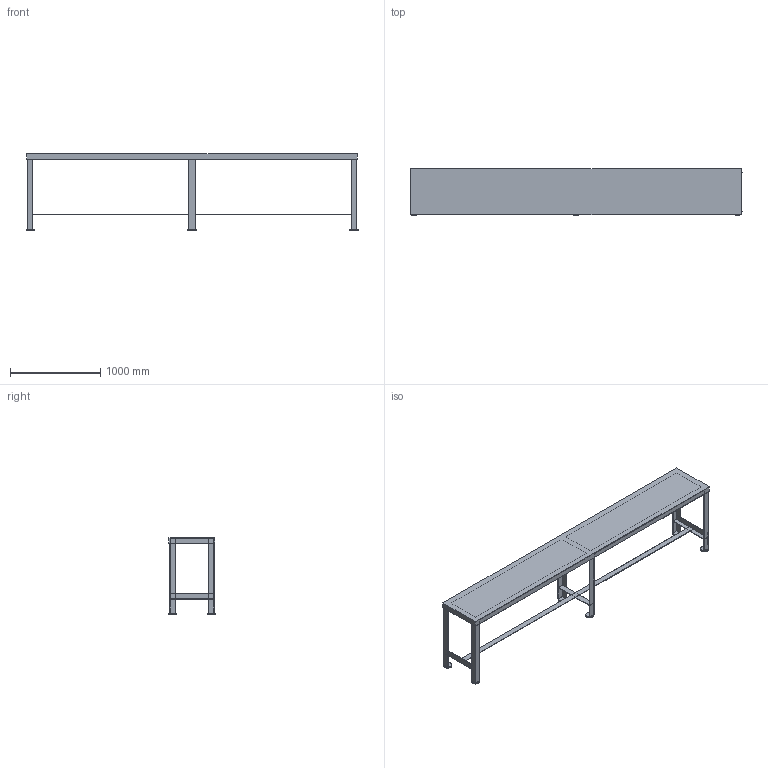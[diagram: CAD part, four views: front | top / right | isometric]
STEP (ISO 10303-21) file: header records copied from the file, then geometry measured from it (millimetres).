
FILE_DESCRIPTION(/* description */ (''),/* implementation_level */ '2;1');
FILE_NAME(/* name */ 'Working Table 1 v4.step',/* time_stamp */ '2020-02-24T08:55:02+05:00',/* author */ (''),/* organization */ (''),/* preprocessor_version */ 'ST-DEVELOPER v18',/* originating_system */ 'Autodesk Translation Framework v8.12.0.6',/* authorisation */ '');
FILE_SCHEMA (('AUTOMOTIVE_DESIGN { 1 0 10303 214 3 1 1 }'));
Length unit declared in the file: inch
Products named in the file (1): Working Table 1
Bounding box: 3671.57 x 521.97 x 850.9 mm (x, y, z)
Volume: 24422823.3 mm3; surface area: 6775562.2 mm2
Topology: 1 solids, 1 shells, 123 faces, 338 edges, 210 vertices
Faces by surface type: plane 117, cylinder 6
Full cylindrical faces by diameter (mm): 90.17 x6
Entity records: 3849 total; most frequent: ORIENTED_EDGE 676, CARTESIAN_POINT 672, DIRECTION 616, EDGE_CURVE 338, LINE 308, VECTOR 308, VERTEX_POINT 210, AXIS2_PLACEMENT_3D 154
